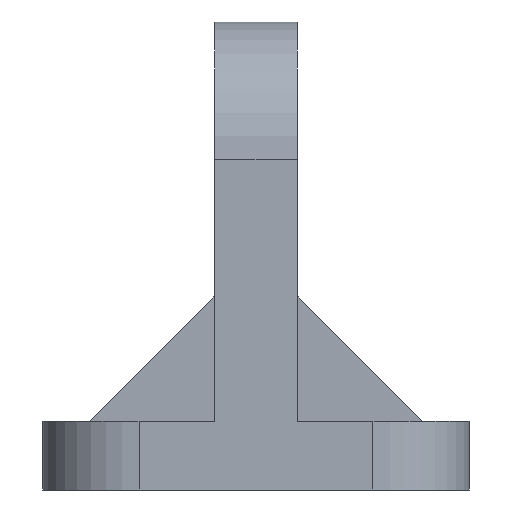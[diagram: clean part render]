
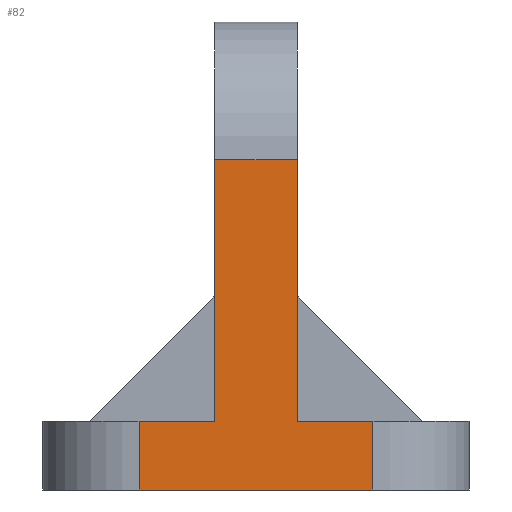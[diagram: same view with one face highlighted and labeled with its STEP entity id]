
A CAD part, front view. The second image highlights one B-rep face of the part: STEP entity #82.
In plain terms, the highlighted planar face has unit normal (0, -1, 0).
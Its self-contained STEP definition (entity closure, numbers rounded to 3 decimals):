
#82 = ADVANCED_FACE( '', ( #154 ), #155, .T. );
#154 = FACE_OUTER_BOUND( '', #284, .T. );
#155 = PLANE( '', #285 );
#284 = EDGE_LOOP( '', ( #487, #488, #489, #490, #491, #492, #493, #494 ) );
#285 = AXIS2_PLACEMENT_3D( '', #495, #496, #497 );
#487 = ORIENTED_EDGE( '', *, *, #968, .T. );
#488 = ORIENTED_EDGE( '', *, *, #967, .T. );
#489 = ORIENTED_EDGE( '', *, *, #950, .F. );
#490 = ORIENTED_EDGE( '', *, *, #915, .T. );
#491 = ORIENTED_EDGE( '', *, *, #969, .T. );
#492 = ORIENTED_EDGE( '', *, *, #970, .F. );
#493 = ORIENTED_EDGE( '', *, *, #971, .F. );
#494 = ORIENTED_EDGE( '', *, *, #972, .T. );
#495 = CARTESIAN_POINT( '', ( -8.5, -52., 5. ) );
#496 = DIRECTION( '', ( 0., -1., 0. ) );
#497 = DIRECTION( '', ( 0., 0., -1. ) );
#915 = EDGE_CURVE( '', #1092, #1090, #1093, .T. );
#950 = EDGE_CURVE( '', #1092, #1160, #1161, .T. );
#967 = EDGE_CURVE( '', #1187, #1160, #1189, .T. );
#968 = EDGE_CURVE( '', #1190, #1187, #1191, .T. );
#969 = EDGE_CURVE( '', #1090, #1192, #1193, .T. );
#970 = EDGE_CURVE( '', #1194, #1192, #1195, .T. );
#971 = EDGE_CURVE( '', #1196, #1194, #1197, .T. );
#972 = EDGE_CURVE( '', #1196, #1190, #1198, .T. );
#1090 = VERTEX_POINT( '', #1373 );
#1092 = VERTEX_POINT( '', #1375 );
#1093 = LINE( '', #1376, #1377 );
#1160 = VERTEX_POINT( '', #1466 );
#1161 = LINE( '', #1467, #1468 );
#1187 = VERTEX_POINT( '', #1505 );
#1189 = LINE( '', #1507, #1508 );
#1190 = VERTEX_POINT( '', #1509 );
#1191 = LINE( '', #1510, #1511 );
#1192 = VERTEX_POINT( '', #1512 );
#1193 = LINE( '', #1513, #1514 );
#1194 = VERTEX_POINT( '', #1515 );
#1195 = LINE( '', #1516, #1517 );
#1196 = VERTEX_POINT( '', #1518 );
#1197 = LINE( '', #1519, #1520 );
#1198 = LINE( '', #1521, #1522 );
#1373 = CARTESIAN_POINT( '', ( -8.5, -52., 5. ) );
#1375 = CARTESIAN_POINT( '', ( -3., -52., 5. ) );
#1376 = CARTESIAN_POINT( '', ( -8.5, -52., 5. ) );
#1377 = VECTOR( '', #1767, 1000. );
#1466 = CARTESIAN_POINT( '', ( -3., -52., 24. ) );
#1467 = CARTESIAN_POINT( '', ( -3., -52., 0. ) );
#1468 = VECTOR( '', #1826, 1000. );
#1505 = CARTESIAN_POINT( '', ( 3., -52., 24. ) );
#1507 = CARTESIAN_POINT( '', ( -8.5, -52., 24. ) );
#1508 = VECTOR( '', #1853, 1000. );
#1509 = CARTESIAN_POINT( '', ( 3., -52., 5. ) );
#1510 = CARTESIAN_POINT( '', ( 3., -52., 0. ) );
#1511 = VECTOR( '', #1854, 1000. );
#1512 = CARTESIAN_POINT( '', ( -8.5, -52., 0. ) );
#1513 = CARTESIAN_POINT( '', ( -8.5, -52., 5. ) );
#1514 = VECTOR( '', #1855, 1000. );
#1515 = CARTESIAN_POINT( '', ( 8.5, -52., 0. ) );
#1516 = CARTESIAN_POINT( '', ( -8.5, -52., 0. ) );
#1517 = VECTOR( '', #1856, 1000. );
#1518 = CARTESIAN_POINT( '', ( 8.5, -52., 5. ) );
#1519 = CARTESIAN_POINT( '', ( 8.5, -52., 5. ) );
#1520 = VECTOR( '', #1857, 1000. );
#1521 = CARTESIAN_POINT( '', ( -8.5, -52., 5. ) );
#1522 = VECTOR( '', #1858, 1000. );
#1767 = DIRECTION( '', ( -1., 0., 0. ) );
#1826 = DIRECTION( '', ( 0., 0., 1. ) );
#1853 = DIRECTION( '', ( -1., 0., 0. ) );
#1854 = DIRECTION( '', ( 0., 0., 1. ) );
#1855 = DIRECTION( '', ( 0., 0., -1. ) );
#1856 = DIRECTION( '', ( -1., 0., 0. ) );
#1857 = DIRECTION( '', ( 0., 0., -1. ) );
#1858 = DIRECTION( '', ( -1., 0., 0. ) );
